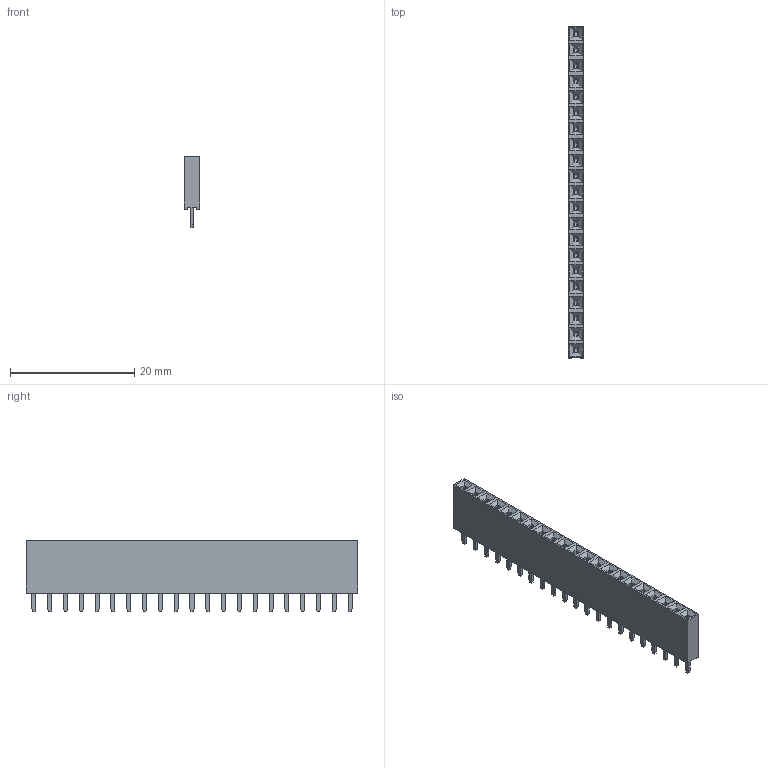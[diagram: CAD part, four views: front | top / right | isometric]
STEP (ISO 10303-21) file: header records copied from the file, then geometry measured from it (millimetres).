
FILE_DESCRIPTION(('FreeCAD Model'),'2;1');
FILE_NAME('Open CASCADE Shape Model','2023-05-12T03:17:49',( 'kicad StepUp'),('ksu MCAD'),'Open CASCADE STEP processor 7.6', 'FreeCAD','Unknown');
FILE_SCHEMA(('AUTOMOTIVE_DESIGN { 1 0 10303 214 1 1 1 1 }'));
Length unit declared in the file: millimetre
Products named in the file (23): Female_Header_1x21_P2.54_H8.5_straight; Pin_One020; Epoxy_Body020; Body243; Body244; Body245; Body246; Body247; Body248; Body249; Body250; Body251; Body240; Body252; Body253; Body254; Body255; Body256; Body257; Body258; Body259; Body260; Body261
Assembly tree (22 placements, depth 2):
  Female_Header_1x21_P2.54_H8.5_straight
    Pin_One020
    Epoxy_Body020
    Body243
    Body244
    Body245
    Body246
    Body247
    Body248
    Body249
    Body250
    Body251
    Body240
    Body252
    Body253
    Body254
    Body255
    Body256
    Body257
    Body258
    Body259
    Body260
    Body261
Bounding box: 2.5 x 53.34 x 11.5 mm (x, y, z)
Volume: 980.9 mm3; surface area: 2856 mm2
Topology: 22 solids, 22 shells, 852 faces, 2382 edges, 1574 vertices
Faces by surface type: plane 619, cylinder 149, bspline 84
Entity records: 27657 total; most frequent: CARTESIAN_POINT 5167, ORIENTED_EDGE 4764, DIRECTION 4220, EDGE_CURVE 2382, LINE 1958, VECTOR 1958, VERTEX_POINT 1574, AXIS2_PLACEMENT_3D 1131
